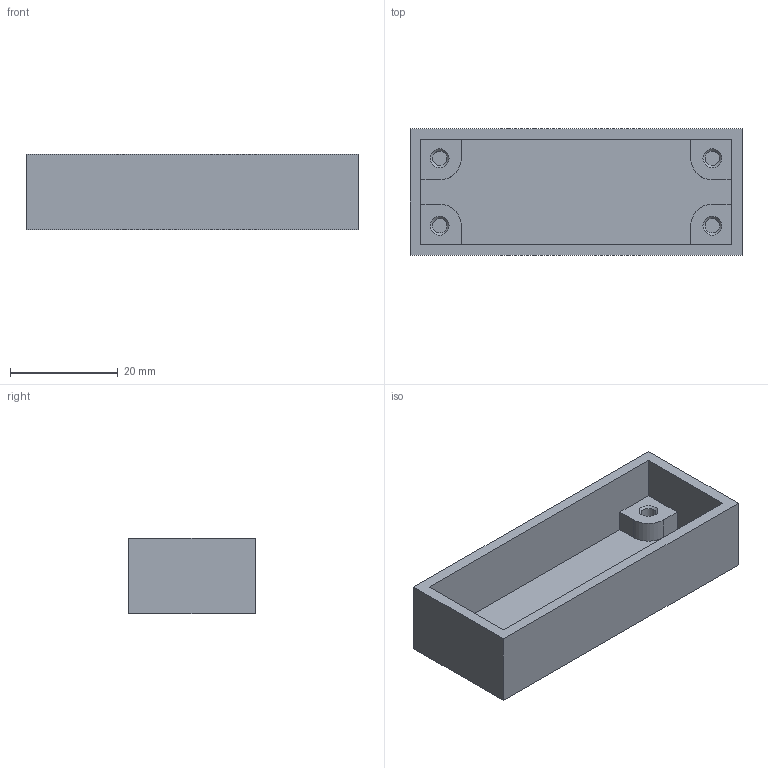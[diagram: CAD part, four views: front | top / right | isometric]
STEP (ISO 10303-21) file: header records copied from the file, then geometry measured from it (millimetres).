
FILE_DESCRIPTION(('FreeCAD Model'),'2;1');
FILE_NAME('Open CASCADE Shape Model','2025-11-23T23:08:33',(''),(''), 'Open CASCADE STEP processor 7.9','FreeCAD','Unknown');
FILE_SCHEMA(('AUTOMOTIVE_DESIGN { 1 0 10303 214 1 1 1 1 }'));
Length unit declared in the file: millimetre
Products named in the file (1): MultiTransform
Bounding box: 61.5 x 23.5 x 14 mm (x, y, z)
Volume: 7506.1 mm3; surface area: 7253.6 mm2
Topology: 1 solids, 1 shells, 39 faces, 92 edges, 60 vertices
Faces by surface type: plane 27, cylinder 8, cone 4
Full cylindrical faces by diameter (mm): 2.7 x4
Entity records: 1136 total; most frequent: CARTESIAN_POINT 192, DIRECTION 192, ORIENTED_EDGE 184, EDGE_CURVE 92, LINE 72, VECTOR 72, AXIS2_PLACEMENT_3D 60, VERTEX_POINT 60
